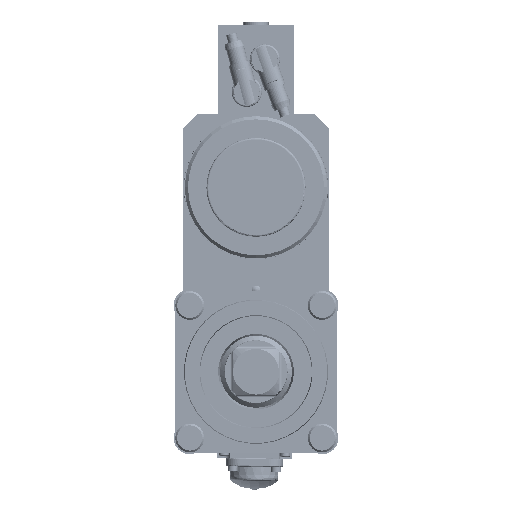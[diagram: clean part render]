
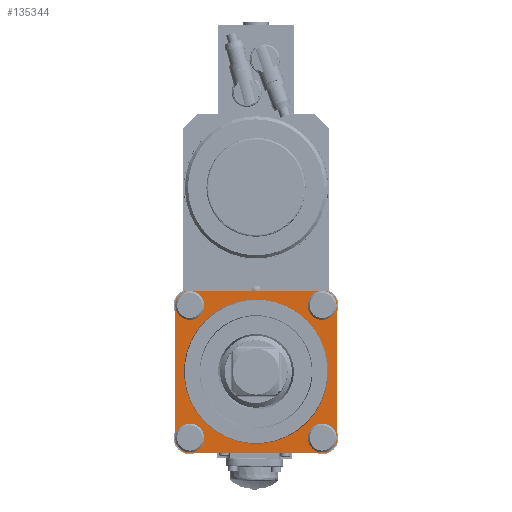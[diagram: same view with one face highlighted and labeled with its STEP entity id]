
A CAD part, left-side view. The second image highlights one B-rep face of the part: STEP entity #135344.
In plain terms, the highlighted planar face has unit normal (-1, 0, 0).
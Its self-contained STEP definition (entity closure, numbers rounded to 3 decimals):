
#4664=FACE_BOUND('',#40727,.T.);
#4665=FACE_BOUND('',#40728,.T.);
#4666=FACE_BOUND('',#40729,.T.);
#4667=FACE_BOUND('',#40730,.T.);
#4668=FACE_BOUND('',#40731,.T.);
#6500=PLANE('',#146744);
#12998=LINE('',#235855,#22410);
#13002=LINE('',#235864,#22414);
#13006=LINE('',#235873,#22418);
#13010=LINE('',#235882,#22422);
#22410=VECTOR('',#171465,7.937);
#22414=VECTOR('',#171471,7.937);
#22418=VECTOR('',#171477,7.937);
#22422=VECTOR('',#171483,7.937);
#33263=FACE_OUTER_BOUND('',#40726,.T.);
#40726=EDGE_LOOP('',(#103519,#103520,#103521,#103522,#103523,#103524,#103525,
#103526));
#40727=EDGE_LOOP('',(#103527));
#40728=EDGE_LOOP('',(#103528));
#40729=EDGE_LOOP('',(#103529));
#40730=EDGE_LOOP('',(#103530));
#40731=EDGE_LOOP('',(#103531));
#49356=CIRCLE('',#146745,6.);
#49357=CIRCLE('',#146746,6.);
#49358=CIRCLE('',#146747,6.);
#49359=CIRCLE('',#146748,6.);
#49360=CIRCLE('',#146749,0.5);
#49361=CIRCLE('',#146750,0.5);
#49362=CIRCLE('',#146751,0.5);
#49363=CIRCLE('',#146752,0.5);
#49364=CIRCLE('',#146753,4.);
#58471=VERTEX_POINT('',#235848);
#58474=VERTEX_POINT('',#235853);
#58475=VERTEX_POINT('',#235857);
#58478=VERTEX_POINT('',#235862);
#58479=VERTEX_POINT('',#235866);
#58482=VERTEX_POINT('',#235871);
#58483=VERTEX_POINT('',#235875);
#58486=VERTEX_POINT('',#235880);
#58501=VERTEX_POINT('',#235928);
#58502=VERTEX_POINT('',#235930);
#58503=VERTEX_POINT('',#235932);
#58504=VERTEX_POINT('',#235934);
#58505=VERTEX_POINT('',#235936);
#74939=EDGE_CURVE('',#58474,#58471,#12998,.T.);
#74943=EDGE_CURVE('',#58475,#58478,#13002,.T.);
#74947=EDGE_CURVE('',#58482,#58479,#13006,.T.);
#74951=EDGE_CURVE('',#58483,#58486,#13010,.T.);
#74972=EDGE_CURVE('',#58479,#58486,#49356,.T.);
#74973=EDGE_CURVE('',#58482,#58475,#49357,.T.);
#74974=EDGE_CURVE('',#58471,#58478,#49358,.T.);
#74975=EDGE_CURVE('',#58474,#58483,#49359,.T.);
#74976=EDGE_CURVE('',#58501,#58501,#49360,.T.);
#74977=EDGE_CURVE('',#58502,#58502,#49361,.T.);
#74978=EDGE_CURVE('',#58503,#58503,#49362,.T.);
#74979=EDGE_CURVE('',#58504,#58504,#49363,.T.);
#74980=EDGE_CURVE('',#58505,#58505,#49364,.T.);
#103519=ORIENTED_EDGE('',*,*,#74951,.T.);
#103520=ORIENTED_EDGE('',*,*,#74972,.F.);
#103521=ORIENTED_EDGE('',*,*,#74947,.F.);
#103522=ORIENTED_EDGE('',*,*,#74973,.T.);
#103523=ORIENTED_EDGE('',*,*,#74943,.T.);
#103524=ORIENTED_EDGE('',*,*,#74974,.F.);
#103525=ORIENTED_EDGE('',*,*,#74939,.F.);
#103526=ORIENTED_EDGE('',*,*,#74975,.T.);
#103527=ORIENTED_EDGE('',*,*,#74976,.T.);
#103528=ORIENTED_EDGE('',*,*,#74977,.T.);
#103529=ORIENTED_EDGE('',*,*,#74978,.T.);
#103530=ORIENTED_EDGE('',*,*,#74979,.T.);
#103531=ORIENTED_EDGE('',*,*,#74980,.F.);
#135344=ADVANCED_FACE('',(#33263,#4664,#4665,#4666,#4667,#4668),#6500,.T.);
#146744=AXIS2_PLACEMENT_3D('',#235923,#171532,#171533);
#146745=AXIS2_PLACEMENT_3D('',#235924,#171534,#171535);
#146746=AXIS2_PLACEMENT_3D('',#235925,#171536,#171537);
#146747=AXIS2_PLACEMENT_3D('',#235926,#171538,#171539);
#146748=AXIS2_PLACEMENT_3D('',#235927,#171540,#171541);
#146749=AXIS2_PLACEMENT_3D('',#235929,#171542,#171543);
#146750=AXIS2_PLACEMENT_3D('',#235931,#171544,#171545);
#146751=AXIS2_PLACEMENT_3D('',#235933,#171546,#171547);
#146752=AXIS2_PLACEMENT_3D('',#235935,#171548,#171549);
#146753=AXIS2_PLACEMENT_3D('',#235937,#171550,#171551);
#171465=DIRECTION('',(0.,0.,1.));
#171471=DIRECTION('',(0.,1.,0.));
#171477=DIRECTION('',(0.,0.,-1.));
#171483=DIRECTION('',(0.,-1.,0.));
#171532=DIRECTION('center_axis',(-1.,0.,0.));
#171533=DIRECTION('ref_axis',(0.,0.707,0.707));
#171534=DIRECTION('center_axis',(1.,0.,0.));
#171535=DIRECTION('ref_axis',(0.,-0.75,-0.661));
#171536=DIRECTION('center_axis',(-1.,0.,0.));
#171537=DIRECTION('ref_axis',(0.,-0.75,0.661));
#171538=DIRECTION('center_axis',(1.,0.,0.));
#171539=DIRECTION('ref_axis',(0.,0.75,0.661));
#171540=DIRECTION('center_axis',(-1.,0.,0.));
#171541=DIRECTION('ref_axis',(0.,0.75,-0.661));
#171542=DIRECTION('center_axis',(1.,0.,0.));
#171543=DIRECTION('ref_axis',(0.,-0.707,0.707));
#171544=DIRECTION('center_axis',(1.,0.,0.));
#171545=DIRECTION('ref_axis',(0.,-0.707,0.707));
#171546=DIRECTION('center_axis',(1.,0.,0.));
#171547=DIRECTION('ref_axis',(0.,-0.707,0.707));
#171548=DIRECTION('center_axis',(1.,0.,0.));
#171549=DIRECTION('ref_axis',(0.,-0.707,0.707));
#171550=DIRECTION('center_axis',(-1.,0.,0.));
#171551=DIRECTION('ref_axis',(0.,0.707,-0.707));
#235848=CARTESIAN_POINT('',(3.4,4.5,3.969));
#235853=CARTESIAN_POINT('',(3.4,4.5,-3.969));
#235855=CARTESIAN_POINT('',(3.4,4.5,-3.969));
#235857=CARTESIAN_POINT('',(3.4,-3.969,4.5));
#235862=CARTESIAN_POINT('',(3.4,3.969,4.5));
#235864=CARTESIAN_POINT('',(3.4,-3.969,4.5));
#235866=CARTESIAN_POINT('',(3.4,-4.5,-3.969));
#235871=CARTESIAN_POINT('',(3.4,-4.5,3.969));
#235873=CARTESIAN_POINT('',(3.4,-4.5,3.969));
#235875=CARTESIAN_POINT('',(3.4,3.969,-4.5));
#235880=CARTESIAN_POINT('',(3.4,-3.969,-4.5));
#235882=CARTESIAN_POINT('',(3.4,3.969,-4.5));
#235923=CARTESIAN_POINT('Origin',(3.4,0.,
0.));
#235924=CARTESIAN_POINT('Origin',(3.4,0.,
0.));
#235925=CARTESIAN_POINT('Origin',(3.4,0.,
0.));
#235926=CARTESIAN_POINT('Origin',(3.4,0.,
0.));
#235927=CARTESIAN_POINT('Origin',(3.4,0.,
0.));
#235928=CARTESIAN_POINT('',(3.4,-3.323,3.323));
#235929=CARTESIAN_POINT('Origin',(3.4,-3.677,3.677));
#235930=CARTESIAN_POINT('',(3.4,-3.323,-4.031));
#235931=CARTESIAN_POINT('Origin',(3.4,-3.677,-3.677));
#235932=CARTESIAN_POINT('',(3.4,4.031,-4.031));
#235933=CARTESIAN_POINT('Origin',(3.4,3.677,-3.677));
#235934=CARTESIAN_POINT('',(3.4,4.031,3.323));
#235935=CARTESIAN_POINT('Origin',(3.4,3.677,3.677));
#235936=CARTESIAN_POINT('',(3.4,-2.828,2.828));
#235937=CARTESIAN_POINT('Origin',(3.4,0.,
0.));
